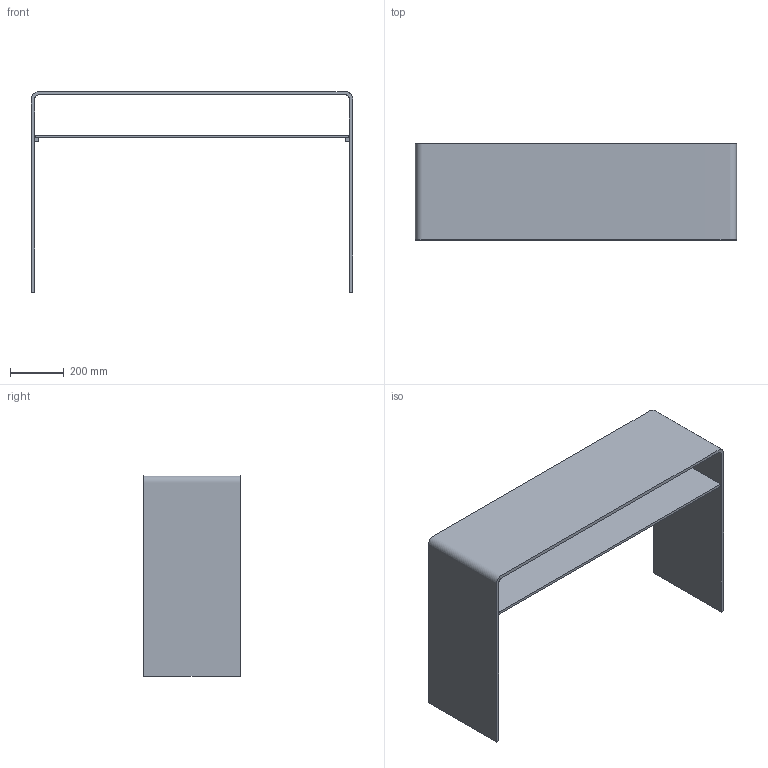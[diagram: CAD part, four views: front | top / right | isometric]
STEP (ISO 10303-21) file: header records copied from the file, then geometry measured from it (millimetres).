
FILE_DESCRIPTION(/* description */ (''),/* implementation_level */ '2;1');
FILE_NAME(/* name */ '1213 - Rialto consolle 120x36 ripiano',/* time_stamp */ '2012-06-20T09:33:22+02:00',/* author */ (''),/* organization */ (''),/* preprocessor_version */ 'ST-DEVELOPER v10',/* originating_system */ '',/* authorisation */ '');
FILE_SCHEMA (('CONFIG_CONTROL_DESIGN'));
Length unit declared in the file: millimetre
Products named in the file (1): 1
Bounding box: 1200 x 360 x 750 mm (x, y, z)
Volume: 26172719.7 mm3; surface area: 2876078.2 mm2
Topology: 6 solids, 6 shells, 36 faces, 72 edges, 48 vertices
Faces by surface type: plane 34, bspline 2
Entity records: 952 total; most frequent: CARTESIAN_POINT 308, ORIENTED_EDGE 144, EDGE_CURVE 72, B_SPLINE_CURVE_WITH_KNOTS 68, VERTEX_POINT 48, DIRECTION 38, ADVANCED_FACE 36, FACE_OUTER_BOUND 36
